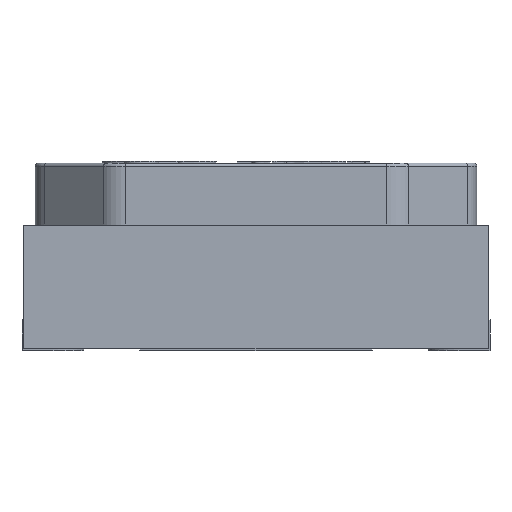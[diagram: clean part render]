
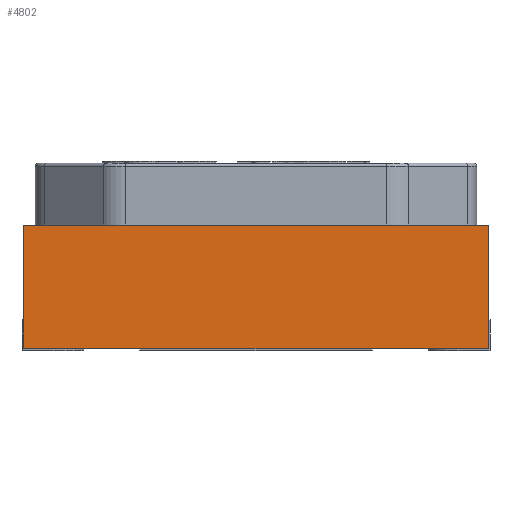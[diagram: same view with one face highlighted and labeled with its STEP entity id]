
A CAD part, front view. The second image highlights one B-rep face of the part: STEP entity #4802.
In plain terms, the highlighted planar face has unit normal (0, -1, 0).
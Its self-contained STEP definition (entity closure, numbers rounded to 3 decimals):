
#629 = EDGE_CURVE ( 'NONE', #1945, #10910, #2372, .T. ) ;
#873 = CARTESIAN_POINT ( 'NONE',  ( 1.5, -1.5, 0.01 ) ) ;
#1020 = CARTESIAN_POINT ( 'NONE',  ( 1.5, -1.5, 0.81 ) ) ;
#1331 = EDGE_CURVE ( 'NONE', #10497, #1945, #3244, .T. ) ;
#1726 = DIRECTION ( 'NONE',  ( 0., 1., 0. ) ) ;
#1945 = VERTEX_POINT ( 'NONE', #1020 ) ;
#1963 = DIRECTION ( 'NONE',  ( 1., 0., 0. ) ) ;
#2324 = VECTOR ( 'NONE', #11312, 1000. ) ;
#2372 = LINE ( 'NONE', #7639, #13599 ) ;
#2792 = ORIENTED_EDGE ( 'NONE', *, *, #1331, .F. ) ;
#3244 = LINE ( 'NONE', #13737, #8720 ) ;
#3354 = CARTESIAN_POINT ( 'NONE',  ( -1.5, -1.5, 0.01 ) ) ;
#4747 = ORIENTED_EDGE ( 'NONE', *, *, #6399, .T. ) ;
#4802 = ADVANCED_FACE ( 'NONE', ( #6974 ), #9586, .F. ) ;
#5253 = LINE ( 'NONE', #11705, #12840 ) ;
#5675 = CARTESIAN_POINT ( 'NONE',  ( -1.5, -1.5, 0.81 ) ) ;
#5837 = DIRECTION ( 'NONE',  ( 0., 0., 1. ) ) ;
#5980 = AXIS2_PLACEMENT_3D ( 'NONE', #5675, #1726, #5837 ) ;
#6210 = LINE ( 'NONE', #3354, #2324 ) ;
#6399 = EDGE_CURVE ( 'NONE', #10497, #16491, #5253, .T. ) ;
#6974 = FACE_OUTER_BOUND ( 'NONE', #12143, .T. ) ;
#7639 = CARTESIAN_POINT ( 'NONE',  ( 1.5, -1.5, 0.81 ) ) ;
#8720 = VECTOR ( 'NONE', #1963, 1000. ) ;
#9586 = PLANE ( 'NONE',  #5980 ) ;
#9947 = ORIENTED_EDGE ( 'NONE', *, *, #16361, .T. ) ;
#10497 = VERTEX_POINT ( 'NONE', #12045 ) ;
#10512 = DIRECTION ( 'NONE',  ( 0., 0., -1. ) ) ;
#10910 = VERTEX_POINT ( 'NONE', #873 ) ;
#11312 = DIRECTION ( 'NONE',  ( 1., 0., 0. ) ) ;
#11705 = CARTESIAN_POINT ( 'NONE',  ( -1.5, -1.5, 0.81 ) ) ;
#12045 = CARTESIAN_POINT ( 'NONE',  ( -1.5, -1.5, 0.81 ) ) ;
#12143 = EDGE_LOOP ( 'NONE', ( #9947, #13278, #2792, #4747 ) ) ;
#12840 = VECTOR ( 'NONE', #10512, 1000. ) ;
#13278 = ORIENTED_EDGE ( 'NONE', *, *, #629, .F. ) ;
#13599 = VECTOR ( 'NONE', #14568, 1000. ) ;
#13737 = CARTESIAN_POINT ( 'NONE',  ( -1.5, -1.5, 0.81 ) ) ;
#14360 = CARTESIAN_POINT ( 'NONE',  ( -1.5, -1.5, 0.01 ) ) ;
#14568 = DIRECTION ( 'NONE',  ( 0., 0., -1. ) ) ;
#16361 = EDGE_CURVE ( 'NONE', #16491, #10910, #6210, .T. ) ;
#16491 = VERTEX_POINT ( 'NONE', #14360 ) ;
